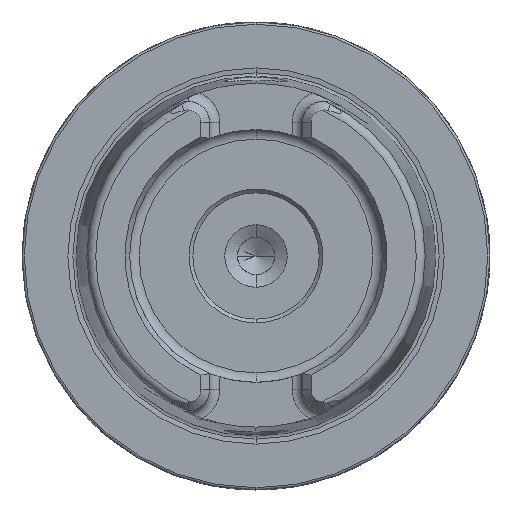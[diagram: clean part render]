
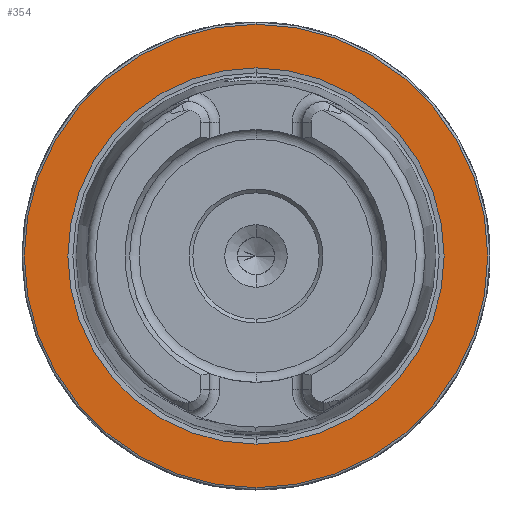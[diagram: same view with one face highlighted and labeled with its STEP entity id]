
A CAD part, left-side view. The second image highlights one B-rep face of the part: STEP entity #354.
In plain terms, the highlighted planar face has unit normal (-1, 0, 0).
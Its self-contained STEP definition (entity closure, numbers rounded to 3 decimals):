
#354 = ADVANCED_FACE ( 'NONE', ( #4312, #4313 ), #13951, .F. ) ;
#1998 = VERTEX_POINT ( 'NONE', #8630 ) ;
#2027 = VERTEX_POINT ( 'NONE', #8659 ) ;
#2029 = VERTEX_POINT ( 'NONE', #8661 ) ;
#2030 = VERTEX_POINT ( 'NONE', #8662 ) ;
#2054 = EDGE_CURVE ( 'NONE', #1998, #2027, #6781, .T. ) ;
#2058 = EDGE_CURVE ( 'NONE', #2029, #2030, #6788, .T. ) ;
#2565 = ORIENTED_EDGE ( 'NONE', *, *, #2945, .F. ) ;
#2566 = ORIENTED_EDGE ( 'NONE', *, *, #2054, .F. ) ;
#2567 = ORIENTED_EDGE ( 'NONE', *, *, #2058, .T. ) ;
#2568 = ORIENTED_EDGE ( 'NONE', *, *, #2944, .T. ) ;
#2944 = EDGE_CURVE ( 'NONE', #2030, #2029, #10561, .T. ) ;
#2945 = EDGE_CURVE ( 'NONE', #2027, #1998, #10562, .T. ) ;
#3851 = AXIS2_PLACEMENT_3D ( 'NONE', #13949, #13941, #13953 ) ;
#4312 = FACE_BOUND ( 'NONE', #14346, .T. ) ;
#4313 = FACE_OUTER_BOUND ( 'NONE', #14347, .T. ) ;
#5797 = AXIS2_PLACEMENT_3D ( 'NONE', #8700, #8701, #8702 ) ;
#5800 = AXIS2_PLACEMENT_3D ( 'NONE', #8711, #8712, #8713 ) ;
#6781 = CIRCLE ( 'NONE', #5797, 25.324 ) ;
#6788 = CIRCLE ( 'NONE', #5800, 31.2 ) ;
#8630 = CARTESIAN_POINT ( 'NONE',  ( 0., 0., -25.324 ) ) ;
#8659 = CARTESIAN_POINT ( 'NONE',  ( 0., 0., 25.324 ) ) ;
#8661 = CARTESIAN_POINT ( 'NONE',  ( 0., 0., 31.2 ) ) ;
#8662 = CARTESIAN_POINT ( 'NONE',  ( 0., 0., -31.2 ) ) ;
#8700 = CARTESIAN_POINT ( 'NONE',  ( 0., 0., 0. ) ) ;
#8701 = DIRECTION ( 'NONE',  ( -1., 0., 0. ) ) ;
#8702 = DIRECTION ( 'NONE',  ( 0., 0., 1. ) ) ;
#8711 = CARTESIAN_POINT ( 'NONE',  ( 0., 0., 0. ) ) ;
#8712 = DIRECTION ( 'NONE',  ( -1., 0., 0. ) ) ;
#8713 = DIRECTION ( 'NONE',  ( 0., 0., 1. ) ) ;
#10561 = CIRCLE ( 'NONE', #11312, 31.2 ) ;
#10562 = CIRCLE ( 'NONE', #11313, 25.324 ) ;
#11312 = AXIS2_PLACEMENT_3D ( 'NONE', #11733, #11734, #11735 ) ;
#11313 = AXIS2_PLACEMENT_3D ( 'NONE', #11736, #11737, #11738 ) ;
#11733 = CARTESIAN_POINT ( 'NONE',  ( 0., 0., 0. ) ) ;
#11734 = DIRECTION ( 'NONE',  ( -1., 0., 0. ) ) ;
#11735 = DIRECTION ( 'NONE',  ( 0., 0., 1. ) ) ;
#11736 = CARTESIAN_POINT ( 'NONE',  ( 0., 0., 0. ) ) ;
#11737 = DIRECTION ( 'NONE',  ( -1., 0., 0. ) ) ;
#11738 = DIRECTION ( 'NONE',  ( 0., 0., 1. ) ) ;
#13941 = DIRECTION ( 'NONE',  ( 1., 0., 0. ) ) ;
#13949 = CARTESIAN_POINT ( 'NONE',  ( 0., 31.2, 0. ) ) ;
#13951 = PLANE ( 'NONE',  #3851 ) ;
#13953 = DIRECTION ( 'NONE',  ( 0., 0., -1. ) ) ;
#14346 = EDGE_LOOP ( 'NONE', ( #2565, #2566 ) ) ;
#14347 = EDGE_LOOP ( 'NONE', ( #2567, #2568 ) ) ;
